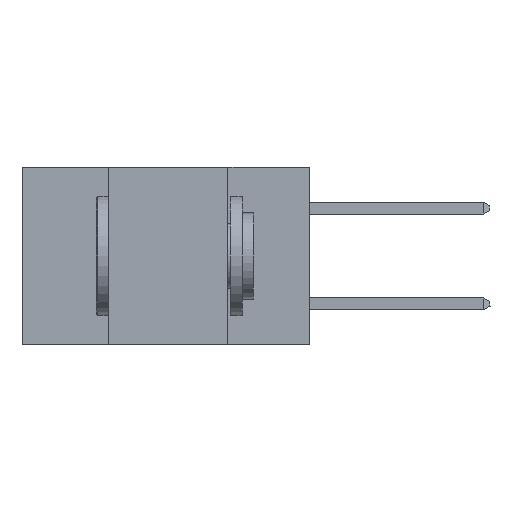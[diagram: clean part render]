
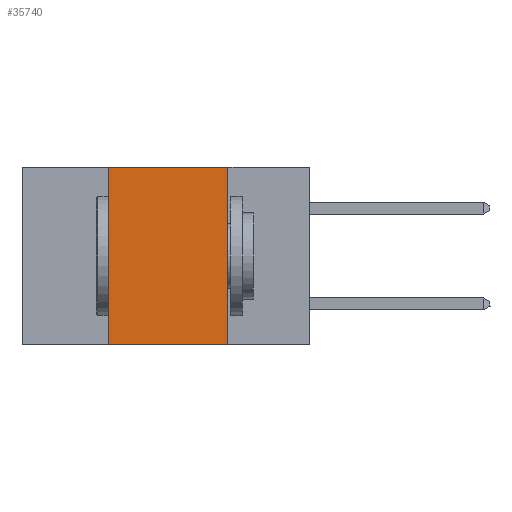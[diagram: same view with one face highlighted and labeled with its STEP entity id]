
A CAD part, left-side view. The second image highlights one B-rep face of the part: STEP entity #35740.
In plain terms, the highlighted planar face has unit normal (-1, 0, 0).
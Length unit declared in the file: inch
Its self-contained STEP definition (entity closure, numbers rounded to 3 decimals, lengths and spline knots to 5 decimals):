
#5640 = CARTESIAN_POINT ( 'NONE',  ( 0., 0.6, 0. ) ) ;
#6799 = LINE ( 'NONE', #34198, #22953 ) ;
#7473 = CARTESIAN_POINT ( 'NONE',  ( 0., 0.17, 0. ) ) ;
#8230 = CARTESIAN_POINT ( 'NONE',  ( 0., 0.6, -0.37 ) ) ;
#8550 = DIRECTION ( 'NONE',  ( 0., 0., 1. ) ) ;
#8755 = EDGE_CURVE ( 'NONE', #16646, #9167, #21354, .T. ) ;
#8958 = DIRECTION ( 'NONE',  ( 0., 0., -1. ) ) ;
#9167 = VERTEX_POINT ( 'NONE', #23175 ) ;
#14347 = AXIS2_PLACEMENT_3D ( 'NONE', #5640, #28276, #8958 ) ;
#14580 = DIRECTION ( 'NONE',  ( 0., -1., 0. ) ) ;
#16051 = CARTESIAN_POINT ( 'NONE',  ( 0., 0.42, -0.37 ) ) ;
#16203 = EDGE_CURVE ( 'NONE', #18822, #9167, #36399, .T. ) ;
#16646 = VERTEX_POINT ( 'NONE', #16051 ) ;
#17642 = VECTOR ( 'NONE', #8550, 39.37008 ) ;
#17914 = ORIENTED_EDGE ( 'NONE', *, *, #39983, .F. ) ;
#17928 = CARTESIAN_POINT ( 'NONE',  ( 0., 0.42, 0. ) ) ;
#18822 = VERTEX_POINT ( 'NONE', #29624 ) ;
#21354 = LINE ( 'NONE', #8230, #28941 ) ;
#22953 = VECTOR ( 'NONE', #40435, 39.37008 ) ;
#23175 = CARTESIAN_POINT ( 'NONE',  ( 0., 0.17, -0.37 ) ) ;
#23547 = FACE_OUTER_BOUND ( 'NONE', #36848, .T. ) ;
#23692 = DIRECTION ( 'NONE',  ( 0., 0., -1. ) ) ;
#25024 = PLANE ( 'NONE',  #14347 ) ;
#26229 = LINE ( 'NONE', #40368, #17642 ) ;
#27998 = VECTOR ( 'NONE', #23692, 39.37008 ) ;
#28276 = DIRECTION ( 'NONE',  ( 1., 0., 0. ) ) ;
#28941 = VECTOR ( 'NONE', #14580, 39.37008 ) ;
#29624 = CARTESIAN_POINT ( 'NONE',  ( 0., 0.17, 0. ) ) ;
#30800 = VERTEX_POINT ( 'NONE', #17928 ) ;
#30832 = EDGE_CURVE ( 'NONE', #30800, #18822, #6799, .T. ) ;
#34198 = CARTESIAN_POINT ( 'NONE',  ( 0., 0.6, 0. ) ) ;
#35740 = ADVANCED_FACE ( 'NONE', ( #23547 ), #25024, .F. ) ;
#36399 = LINE ( 'NONE', #7473, #27998 ) ;
#36698 = ORIENTED_EDGE ( 'NONE', *, *, #30832, .F. ) ;
#36774 = ORIENTED_EDGE ( 'NONE', *, *, #16203, .F. ) ;
#36848 = EDGE_LOOP ( 'NONE', ( #36774, #36698, #17914, #39278 ) ) ;
#39278 = ORIENTED_EDGE ( 'NONE', *, *, #8755, .T. ) ;
#39983 = EDGE_CURVE ( 'NONE', #16646, #30800, #26229, .T. ) ;
#40368 = CARTESIAN_POINT ( 'NONE',  ( 0., 0.42, 0. ) ) ;
#40435 = DIRECTION ( 'NONE',  ( 0., -1., 0. ) ) ;
